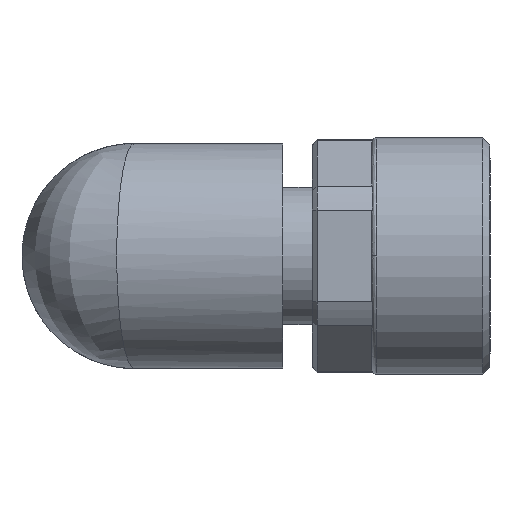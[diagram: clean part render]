
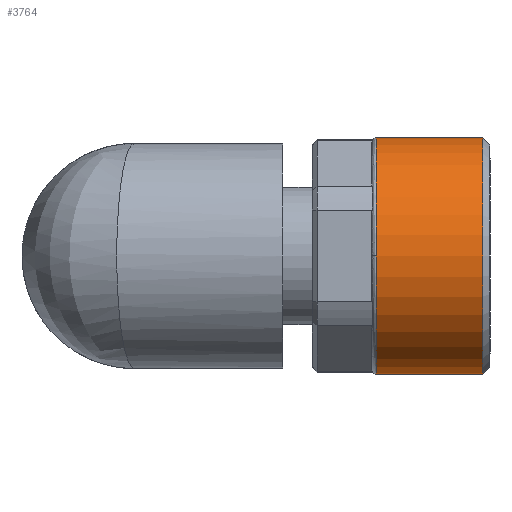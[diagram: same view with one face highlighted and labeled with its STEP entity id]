
A CAD part, left-side view. The second image highlights one B-rep face of the part: STEP entity #3764.
In plain terms, the highlighted cylindrical face has radius 5 mm (diameter 10 mm), a partial arc.
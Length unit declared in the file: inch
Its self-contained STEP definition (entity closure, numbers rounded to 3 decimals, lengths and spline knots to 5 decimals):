
#73 = EDGE_CURVE ( 'NONE', #2947, #1129, #2994, .T. ) ;
#159 = DIRECTION ( 'NONE',  ( 0., -1., 0. ) ) ;
#182 = EDGE_CURVE ( 'NONE', #2947, #828, #184, .T. ) ;
#184 = LINE ( 'NONE', #3909, #1948 ) ;
#281 = CARTESIAN_POINT ( 'NONE',  ( -0.05906, -0.43701, 0. ) ) ;
#388 = CARTESIAN_POINT ( 'NONE',  ( -0.05906, -0.57874, 0. ) ) ;
#423 = AXIS2_PLACEMENT_3D ( 'NONE', #3180, #1299, #3494 ) ;
#473 = CARTESIAN_POINT ( 'NONE',  ( -0.05906, -0.40157, -0.19685 ) ) ;
#515 = AXIS2_PLACEMENT_3D ( 'NONE', #2813, #937, #3130 ) ;
#558 = VECTOR ( 'NONE', #991, 39.37008 ) ;
#597 = CARTESIAN_POINT ( 'NONE',  ( -0.05906, -0.57874, -0.19685 ) ) ;
#665 = EDGE_LOOP ( 'NONE', ( #791, #2090, #4021, #1498, #774 ) ) ;
#689 = DIRECTION ( 'NONE',  ( 0., 0., -1. ) ) ;
#774 = ORIENTED_EDGE ( 'NONE', *, *, #2737, .T. ) ;
#778 = CARTESIAN_POINT ( 'NONE',  ( -0.05906, -0.40157, 0.19685 ) ) ;
#791 = ORIENTED_EDGE ( 'NONE', *, *, #3286, .F. ) ;
#828 = VERTEX_POINT ( 'NONE', #597 ) ;
#834 = AXIS2_PLACEMENT_3D ( 'NONE', #388, #2579, #689 ) ;
#937 = DIRECTION ( 'NONE',  ( 0., 1., 0. ) ) ;
#953 = CARTESIAN_POINT ( 'NONE',  ( -0.25591, -0.40157, 0. ) ) ;
#991 = DIRECTION ( 'NONE',  ( 0., -1., 0. ) ) ;
#1129 = VERTEX_POINT ( 'NONE', #953 ) ;
#1299 = DIRECTION ( 'NONE',  ( 0., 1., 0. ) ) ;
#1498 = ORIENTED_EDGE ( 'NONE', *, *, #182, .T. ) ;
#1535 = VERTEX_POINT ( 'NONE', #3679 ) ;
#1600 = EDGE_CURVE ( 'NONE', #1129, #1830, #3703, .T. ) ;
#1830 = VERTEX_POINT ( 'NONE', #778 ) ;
#1840 = DIRECTION ( 'NONE',  ( 0., -1., 0. ) ) ;
#1938 = CIRCLE ( 'NONE', #834, 0.19685 ) ;
#1948 = VECTOR ( 'NONE', #159, 39.37008 ) ;
#1982 = FACE_OUTER_BOUND ( 'NONE', #665, .T. ) ;
#2090 = ORIENTED_EDGE ( 'NONE', *, *, #1600, .F. ) ;
#2475 = DIRECTION ( 'NONE',  ( 0., 0., -1. ) ) ;
#2579 = DIRECTION ( 'NONE',  ( 0., 1., 0. ) ) ;
#2737 = EDGE_CURVE ( 'NONE', #828, #1535, #1938, .T. ) ;
#2813 = CARTESIAN_POINT ( 'NONE',  ( -0.05906, -0.40157, 0. ) ) ;
#2875 = CARTESIAN_POINT ( 'NONE',  ( -0.05906, -0.43701, 0.19685 ) ) ;
#2879 = LINE ( 'NONE', #2875, #558 ) ;
#2947 = VERTEX_POINT ( 'NONE', #473 ) ;
#2994 = CIRCLE ( 'NONE', #423, 0.19685 ) ;
#3130 = DIRECTION ( 'NONE',  ( 1., 0., 0. ) ) ;
#3180 = CARTESIAN_POINT ( 'NONE',  ( -0.05906, -0.40157, 0. ) ) ;
#3286 = EDGE_CURVE ( 'NONE', #1830, #1535, #2879, .T. ) ;
#3336 = AXIS2_PLACEMENT_3D ( 'NONE', #281, #1840, #2475 ) ;
#3446 = CYLINDRICAL_SURFACE ( 'NONE', #3336, 0.19685 ) ;
#3494 = DIRECTION ( 'NONE',  ( 1., 0., 0. ) ) ;
#3679 = CARTESIAN_POINT ( 'NONE',  ( -0.05906, -0.57874, 0.19685 ) ) ;
#3703 = CIRCLE ( 'NONE', #515, 0.19685 ) ;
#3764 = ADVANCED_FACE ( 'NONE', ( #1982 ), #3446, .T. ) ;
#3909 = CARTESIAN_POINT ( 'NONE',  ( -0.05906, -0.43701, -0.19685 ) ) ;
#4021 = ORIENTED_EDGE ( 'NONE', *, *, #73, .F. ) ;
